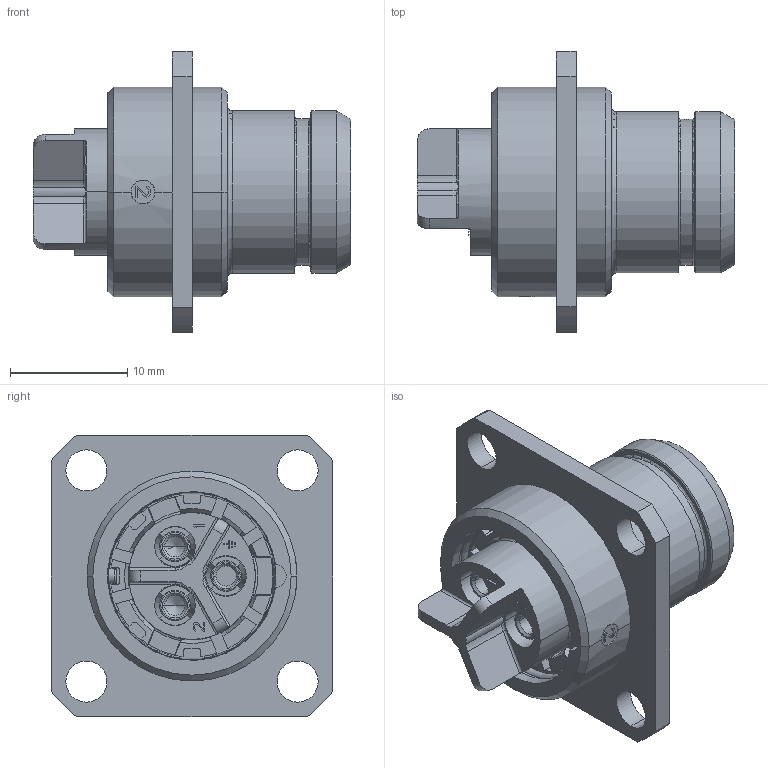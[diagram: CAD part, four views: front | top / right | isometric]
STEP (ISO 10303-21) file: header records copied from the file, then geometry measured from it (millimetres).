
FILE_DESCRIPTION((''),'2;1');
FILE_NAME('1331E193FS','2024-07-17T12:59:42',('paultorloting'),('NET AG system integration'),'CREO PARAMETRIC BY PTC INC, 2021404','CREO PARAMETRIC BY PTC INC, 2021404','');
FILE_SCHEMA(('AUTOMOTIVE_DESIGN { 1 0 10303 214 1 1 1 1 }'));
Length unit declared in the file: millimetre
Products named in the file (1): 1331E193FS
Bounding box: 27.05 x 24 x 24 mm (x, y, z)
Volume: 3807.1 mm3; surface area: 5798.4 mm2
Topology: 1 solids, 4 shells, 734 faces, 1868 edges, 1202 vertices
Faces by surface type: plane 369, cylinder 202, cone 109, torus 41, bspline 13
Entity records: 27255 total; most frequent: CARTESIAN_POINT 5888, ORIENTED_EDGE 3728, DIRECTION 3697, EDGE_CURVE 1864, AXIS2_PLACEMENT_3D 1331, VERTEX_POINT 1202, VECTOR 1032, LINE 1032
